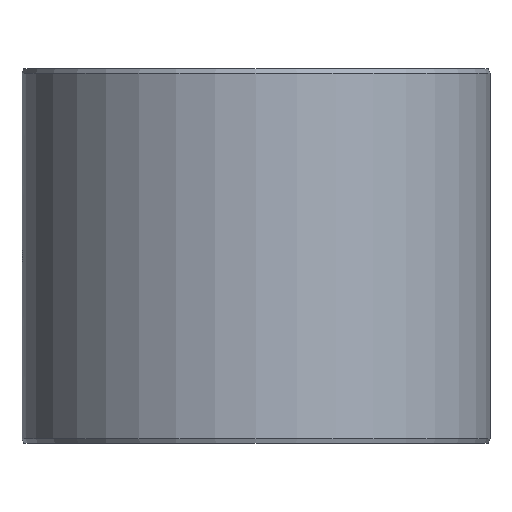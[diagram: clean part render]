
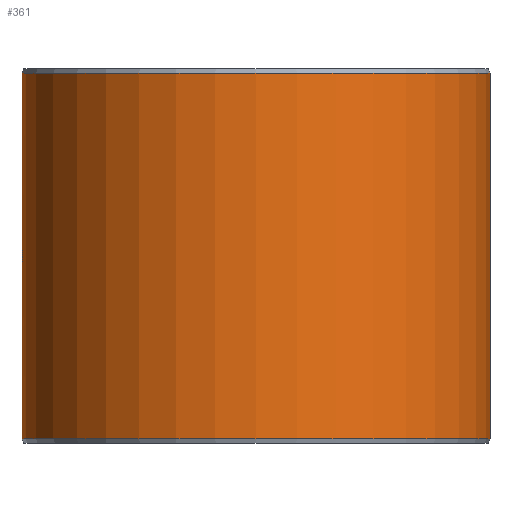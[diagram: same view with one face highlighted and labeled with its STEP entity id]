
A CAD part, left-side view. The second image highlights one B-rep face of the part: STEP entity #361.
In plain terms, the highlighted cylindrical face has radius 62.5 mm (diameter 125 mm), a partial arc.
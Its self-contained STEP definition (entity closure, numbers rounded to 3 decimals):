
#62=CARTESIAN_POINT('',(0.,62.5,4.));
#63=CARTESIAN_POINT('',(-0.302,62.5,4.));
#64=CARTESIAN_POINT('',(-0.89,62.496,3.935));
#65=CARTESIAN_POINT('',(-1.763,62.477,3.628));
#66=CARTESIAN_POINT('',(-2.514,62.451,3.154));
#67=CARTESIAN_POINT('',(-3.161,62.421,2.506));
#68=CARTESIAN_POINT('',(-3.635,62.395,1.748));
#69=CARTESIAN_POINT('',(-3.934,62.376,0.889));
#70=CARTESIAN_POINT('',(-4.,62.372,0.302));
#71=CARTESIAN_POINT('',(-4.,62.372,0.));
#73=CARTESIAN_POINT('',(0.,0.,48.8));
#74=DIRECTION('',(0.,0.,-1.));
#75=DIRECTION('',(0.,-1.,0.));
#76=AXIS2_PLACEMENT_3D('',#73,#74,#75);
#78=CARTESIAN_POINT('',(-4.,62.372,0.));
#79=CARTESIAN_POINT('',(-4.,62.372,-0.354));
#80=CARTESIAN_POINT('',(-3.91,62.378,-1.036));
#81=CARTESIAN_POINT('',(-3.508,62.402,-2.018));
#82=CARTESIAN_POINT('',(-2.861,62.436,-2.86));
#83=CARTESIAN_POINT('',(-2.029,62.469,-3.501));
#84=CARTESIAN_POINT('',(-1.038,62.494,-3.91));
#85=CARTESIAN_POINT('',(-0.354,62.5,-4.));
#86=CARTESIAN_POINT('',(0.,62.5,-4.));
#110=DIRECTION('',(0.,0.,-1.));
#111=VECTOR('',#110,44.8);
#112=CARTESIAN_POINT('',(0.,62.5,-4.));
#113=LINE('',#112,#111);
#114=DIRECTION('',(0.,0.,-1.));
#115=VECTOR('',#114,97.6);
#116=CARTESIAN_POINT('',(0.,-62.5,48.8));
#117=LINE('',#116,#115);
#123=DIRECTION('',(0.,0.,-1.));
#124=VECTOR('',#123,44.8);
#125=CARTESIAN_POINT('',(0.,62.5,48.8));
#126=LINE('',#125,#124);
#185=CARTESIAN_POINT('',(0.,0.,-48.8));
#186=DIRECTION('',(0.,0.,-1.));
#187=DIRECTION('',(0.,-1.,0.));
#188=AXIS2_PLACEMENT_3D('',#185,#186,#187);
#236=CARTESIAN_POINT('',(0.,-62.5,48.8));
#238=VERTEX_POINT('',#236);
#239=CARTESIAN_POINT('',(0.,-62.5,-48.8));
#240=VERTEX_POINT('',#239);
#252=CARTESIAN_POINT('',(0.,62.5,48.8));
#254=VERTEX_POINT('',#252);
#255=CARTESIAN_POINT('',(0.,62.5,-48.8));
#257=VERTEX_POINT('',#255);
#263=VERTEX_POINT('',#62);
#264=VERTEX_POINT('',#71);
#265=VERTEX_POINT('',#86);
#341=CARTESIAN_POINT('',(0.,0.,55.));
#342=DIRECTION('',(0.,0.,-1.));
#343=DIRECTION('',(0.,-1.,0.));
#344=AXIS2_PLACEMENT_3D('',#341,#342,#343);
#345=CYLINDRICAL_SURFACE('',#344,62.5);
#346=ORIENTED_EDGE('',*,*,#327,.F.);
#348=ORIENTED_EDGE('',*,*,#347,.F.);
#350=ORIENTED_EDGE('',*,*,#349,.F.);
#352=ORIENTED_EDGE('',*,*,#351,.T.);
#354=ORIENTED_EDGE('',*,*,#353,.T.);
#356=ORIENTED_EDGE('',*,*,#355,.F.);
#358=ORIENTED_EDGE('',*,*,#357,.F.);
#359=EDGE_LOOP('',(#346,#348,#350,#352,#354,#356,#358));
#360=FACE_OUTER_BOUND('',#359,.F.);
#361=ADVANCED_FACE('',(#360),#345,.T.);
#72=B_SPLINE_CURVE_WITH_KNOTS('',3,(#62,#63,#64,#65,#66,#67,#68,#69,#70,#71),
.UNSPECIFIED.,.F.,.F.,(4,1,1,1,1,1,1,4),(0.,0.143,
0.286,0.429,0.571,0.714,
0.857,1.),.UNSPECIFIED.);
#77=CIRCLE('',#76,62.5);
#87=B_SPLINE_CURVE_WITH_KNOTS('',3,(#78,#79,#80,#81,#82,#83,#84,#85,#86),
.UNSPECIFIED.,.F.,.F.,(4,1,1,1,1,1,4),(0.,0.167,0.333,
0.5,0.667,0.833,1.),.UNSPECIFIED.);
#189=CIRCLE('',#188,62.5);
#327=EDGE_CURVE('',#263,#264,#72,.T.);
#347=EDGE_CURVE('',#254,#263,#126,.T.);
#349=EDGE_CURVE('',#238,#254,#77,.T.);
#351=EDGE_CURVE('',#238,#240,#117,.T.);
#353=EDGE_CURVE('',#240,#257,#189,.T.);
#355=EDGE_CURVE('',#265,#257,#113,.T.);
#357=EDGE_CURVE('',#264,#265,#87,.T.);
